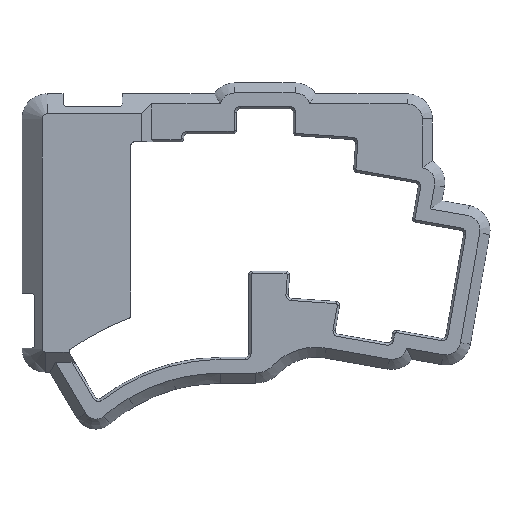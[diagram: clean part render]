
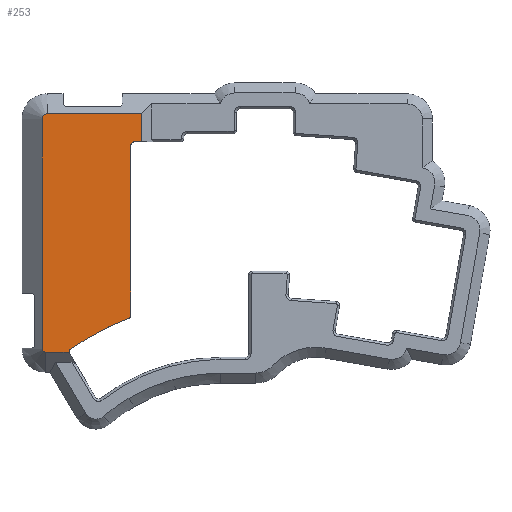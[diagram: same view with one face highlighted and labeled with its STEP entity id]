
A CAD part, top view. The second image highlights one B-rep face of the part: STEP entity #253.
In plain terms, the highlighted planar face has unit normal (0, 0, 1).
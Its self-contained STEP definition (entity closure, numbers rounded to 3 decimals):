
#21 = EDGE_CURVE('',#22,#24,#26,.T.);
#22 = VERTEX_POINT('',#23);
#23 = CARTESIAN_POINT('',(-205.17,48.489,-106.4));
#24 = VERTEX_POINT('',#25);
#25 = CARTESIAN_POINT('',(-206.398,49.717,-106.4));
#26 = B_SPLINE_CURVE_WITH_KNOTS('',3,(#27,#28,#29,#30,#31,#32,#33,#34,
    #35,#36,#37,#38,#39,#40,#41,#42,#43,#44,#45,#46,#47,#48,#49,#50,#51,
    #52,#53,#54,#55,#56,#57,#58,#59,#60,#61,#62,#63,#64,#65,#66,#67,#68,
    #69,#70,#71,#72,#73,#74,#75,#76,#77,#78,#79,#80,#81,#82,#83,#84,#85,
    #86,#87,#88,#89,#90),.UNSPECIFIED.,.F.,.F.,(4,3,3,3,3,3,3,3,3,3,3,3,
    3,3,3,3,3,3,3,3,3,4),(0.,0.011,0.022,
    0.026,0.036,0.047,
    0.049,0.06,0.072,
    0.082,0.094,0.098,
    0.11,0.121,0.133,0.14,
    0.145,0.157,0.168,0.178,
    0.188,0.194),.UNSPECIFIED.);
#27 = CARTESIAN_POINT('',(-205.17,48.489,-106.4));
#28 = CARTESIAN_POINT('',(-205.206,48.489,-106.4));
#29 = CARTESIAN_POINT('',(-205.242,48.49,
    -106.4));
#30 = CARTESIAN_POINT('',(-205.277,48.493,
    -106.4));
#31 = CARTESIAN_POINT('',(-205.315,48.496,
    -106.4));
#32 = CARTESIAN_POINT('',(-205.353,48.501,
    -106.4));
#33 = CARTESIAN_POINT('',(-205.391,48.508,
    -106.4));
#34 = CARTESIAN_POINT('',(-205.402,48.51,
    -106.4));
#35 = CARTESIAN_POINT('',(-205.414,48.513,
    -106.4));
#36 = CARTESIAN_POINT('',(-205.426,48.515,-106.4
    ));
#37 = CARTESIAN_POINT('',(-205.459,48.522,
    -106.4));
#38 = CARTESIAN_POINT('',(-205.492,48.531,
    -106.4));
#39 = CARTESIAN_POINT('',(-205.525,48.541,
    -106.4));
#40 = CARTESIAN_POINT('',(-205.56,48.552,
    -106.4));
#41 = CARTESIAN_POINT('',(-205.594,48.564,
    -106.4));
#42 = CARTESIAN_POINT('',(-205.628,48.577,
    -106.4));
#43 = CARTESIAN_POINT('',(-205.632,48.579,
    -106.4));
#44 = CARTESIAN_POINT('',(-205.637,48.581,-106.4
    ));
#45 = CARTESIAN_POINT('',(-205.642,48.583,
    -106.4));
#46 = CARTESIAN_POINT('',(-205.678,48.598,-106.4
    ));
#47 = CARTESIAN_POINT('',(-205.713,48.615,
    -106.4));
#48 = CARTESIAN_POINT('',(-205.747,48.633,
    -106.4));
#49 = CARTESIAN_POINT('',(-205.782,48.651,-106.4
    ));
#50 = CARTESIAN_POINT('',(-205.816,48.671,
    -106.4));
#51 = CARTESIAN_POINT('',(-205.849,48.693,
    -106.4));
#52 = CARTESIAN_POINT('',(-205.877,48.712,
    -106.4));
#53 = CARTESIAN_POINT('',(-205.904,48.731,
    -106.4));
#54 = CARTESIAN_POINT('',(-205.93,48.751,
    -106.4));
#55 = CARTESIAN_POINT('',(-205.96,48.775,
    -106.4));
#56 = CARTESIAN_POINT('',(-205.989,48.801,
    -106.4));
#57 = CARTESIAN_POINT('',(-206.018,48.828,
    -106.4));
#58 = CARTESIAN_POINT('',(-206.027,48.837,
    -106.4));
#59 = CARTESIAN_POINT('',(-206.036,48.846,-106.4
    ));
#60 = CARTESIAN_POINT('',(-206.046,48.856,-106.4
    ));
#61 = CARTESIAN_POINT('',(-206.073,48.884,
    -106.4));
#62 = CARTESIAN_POINT('',(-206.099,48.914,
    -106.4));
#63 = CARTESIAN_POINT('',(-206.124,48.944,-106.4)
  );
#64 = CARTESIAN_POINT('',(-206.149,48.975,
    -106.4));
#65 = CARTESIAN_POINT('',(-206.172,49.006,-106.4
    ));
#66 = CARTESIAN_POINT('',(-206.193,49.038,
    -106.4));
#67 = CARTESIAN_POINT('',(-206.214,49.069,
    -106.4));
#68 = CARTESIAN_POINT('',(-206.233,49.101,
    -106.4));
#69 = CARTESIAN_POINT('',(-206.251,49.134,
    -106.4));
#70 = CARTESIAN_POINT('',(-206.263,49.155,
    -106.4));
#71 = CARTESIAN_POINT('',(-206.274,49.177,-106.4
    ));
#72 = CARTESIAN_POINT('',(-206.284,49.2,-106.4)
  );
#73 = CARTESIAN_POINT('',(-206.291,49.215,
    -106.4));
#74 = CARTESIAN_POINT('',(-206.298,49.231,
    -106.4));
#75 = CARTESIAN_POINT('',(-206.305,49.247,
    -106.4));
#76 = CARTESIAN_POINT('',(-206.319,49.282,
    -106.4));
#77 = CARTESIAN_POINT('',(-206.332,49.318,-106.4)
  );
#78 = CARTESIAN_POINT('',(-206.343,49.354,
    -106.4));
#79 = CARTESIAN_POINT('',(-206.354,49.389,
    -106.4));
#80 = CARTESIAN_POINT('',(-206.363,49.424,
    -106.4));
#81 = CARTESIAN_POINT('',(-206.371,49.459,
    -106.4));
#82 = CARTESIAN_POINT('',(-206.378,49.494,-106.4
    ));
#83 = CARTESIAN_POINT('',(-206.384,49.528,
    -106.4));
#84 = CARTESIAN_POINT('',(-206.388,49.563,
    -106.4));
#85 = CARTESIAN_POINT('',(-206.392,49.595,-106.4
    ));
#86 = CARTESIAN_POINT('',(-206.395,49.628,
    -106.4));
#87 = CARTESIAN_POINT('',(-206.396,49.661,
    -106.4));
#88 = CARTESIAN_POINT('',(-206.397,49.679,-106.4)
  );
#89 = CARTESIAN_POINT('',(-206.398,49.698,-106.4));
#90 = CARTESIAN_POINT('',(-206.398,49.717,-106.4));
#253 = ADVANCED_FACE('',(#254),#348,.T.);
#254 = FACE_BOUND('',#255,.T.);
#255 = EDGE_LOOP('',(#256,#257,#265,#274,#283,#292,#300,#309,#317,#325,
    #333,#342));
#256 = ORIENTED_EDGE('',*,*,#21,.F.);
#257 = ORIENTED_EDGE('',*,*,#258,.T.);
#258 = EDGE_CURVE('',#22,#259,#261,.T.);
#259 = VERTEX_POINT('',#260);
#260 = CARTESIAN_POINT('',(-196.621,48.489,-106.4));
#261 = LINE('',#262,#263);
#262 = CARTESIAN_POINT('',(-190.32,48.489,-106.4));
#263 = VECTOR('',#264,1.);
#264 = DIRECTION('',(1.,0.,0.));
#265 = ORIENTED_EDGE('',*,*,#266,.F.);
#266 = EDGE_CURVE('',#267,#259,#269,.T.);
#267 = VERTEX_POINT('',#268);
#268 = CARTESIAN_POINT('',(-196.085,49.565,-106.4));
#269 = CIRCLE('',#270,1.253);
#270 = AXIS2_PLACEMENT_3D('',#271,#272,#273);
#271 = CARTESIAN_POINT('',(-195.369,48.536,-106.4));
#272 = DIRECTION('',(0.,0.,1.));
#273 = DIRECTION('',(-0.977,0.213,0.));
#274 = ORIENTED_EDGE('',*,*,#275,.F.);
#275 = EDGE_CURVE('',#276,#267,#278,.T.);
#276 = VERTEX_POINT('',#277);
#277 = CARTESIAN_POINT('',(-175.207,60.601,-106.4));
#278 = CIRCLE('',#279,97.552);
#279 = AXIS2_PLACEMENT_3D('',#280,#281,#282);
#280 = CARTESIAN_POINT('',(-140.393,-30.528,-106.4));
#281 = DIRECTION('',(0.,0.,1.));
#282 = DIRECTION('',(-0.34,0.941,0.));
#283 = ORIENTED_EDGE('',*,*,#284,.F.);
#284 = EDGE_CURVE('',#285,#276,#287,.T.);
#285 = VERTEX_POINT('',#286);
#286 = CARTESIAN_POINT('',(-174.401,61.771,-106.4));
#287 = CIRCLE('',#288,1.253);
#288 = AXIS2_PLACEMENT_3D('',#289,#290,#291);
#289 = CARTESIAN_POINT('',(-175.654,61.771,-106.4));
#290 = DIRECTION('',(0.,0.,-1.));
#291 = DIRECTION('',(0.824,-0.567,0.));
#292 = ORIENTED_EDGE('',*,*,#293,.T.);
#293 = EDGE_CURVE('',#285,#294,#296,.T.);
#294 = VERTEX_POINT('',#295);
#295 = CARTESIAN_POINT('',(-174.401,122.832,-106.4));
#296 = LINE('',#297,#298);
#297 = CARTESIAN_POINT('',(-174.401,96.171,-106.4));
#298 = VECTOR('',#299,1.);
#299 = DIRECTION('',(0.,1.,0.));
#300 = ORIENTED_EDGE('',*,*,#301,.F.);
#301 = EDGE_CURVE('',#302,#294,#304,.T.);
#302 = VERTEX_POINT('',#303);
#303 = CARTESIAN_POINT('',(-173.149,124.085,-106.4));
#304 = CIRCLE('',#305,1.253);
#305 = AXIS2_PLACEMENT_3D('',#306,#307,#308);
#306 = CARTESIAN_POINT('',(-173.149,122.832,-106.4));
#307 = DIRECTION('',(0.,0.,1.));
#308 = DIRECTION('',(-0.707,0.707,0.));
#309 = ORIENTED_EDGE('',*,*,#310,.F.);
#310 = EDGE_CURVE('',#311,#302,#313,.T.);
#311 = VERTEX_POINT('',#312);
#312 = CARTESIAN_POINT('',(-170.601,124.085,-106.4));
#313 = LINE('',#314,#315);
#314 = CARTESIAN_POINT('',(-192.099,124.085,-106.4));
#315 = VECTOR('',#316,1.);
#316 = DIRECTION('',(-1.,0.,0.));
#317 = ORIENTED_EDGE('',*,*,#318,.F.);
#318 = EDGE_CURVE('',#319,#311,#321,.T.);
#319 = VERTEX_POINT('',#320);
#320 = CARTESIAN_POINT('',(-170.601,134.167,-106.4));
#321 = LINE('',#322,#323);
#322 = CARTESIAN_POINT('',(-170.601,132.726,-106.4));
#323 = VECTOR('',#324,1.);
#324 = DIRECTION('',(0.,-1.,0.));
#325 = ORIENTED_EDGE('',*,*,#326,.F.);
#326 = EDGE_CURVE('',#327,#319,#329,.T.);
#327 = VERTEX_POINT('',#328);
#328 = CARTESIAN_POINT('',(-204.598,134.167,-106.4));
#329 = LINE('',#330,#331);
#330 = CARTESIAN_POINT('',(-156.366,134.167,-106.4));
#331 = VECTOR('',#332,1.);
#332 = DIRECTION('',(1.,0.,0.));
#333 = ORIENTED_EDGE('',*,*,#334,.F.);
#334 = EDGE_CURVE('',#335,#327,#337,.T.);
#335 = VERTEX_POINT('',#336);
#336 = CARTESIAN_POINT('',(-206.398,132.367,-106.4));
#337 = CIRCLE('',#338,1.8);
#338 = AXIS2_PLACEMENT_3D('',#339,#340,#341);
#339 = CARTESIAN_POINT('',(-204.598,132.367,-106.4));
#340 = DIRECTION('',(0.,0.,-1.));
#341 = DIRECTION('',(-0.707,0.707,0.));
#342 = ORIENTED_EDGE('',*,*,#343,.F.);
#343 = EDGE_CURVE('',#24,#335,#344,.T.);
#344 = LINE('',#345,#346);
#345 = CARTESIAN_POINT('',(-206.398,88.963,-106.4));
#346 = VECTOR('',#347,1.);
#347 = DIRECTION('',(0.,1.,0.));
#348 = PLANE('',#349);
#349 = AXIS2_PLACEMENT_3D('',#350,#351,#352);
#350 = CARTESIAN_POINT('',(-176.039,108.236,-106.4));
#351 = DIRECTION('',(0.,0.,1.));
#352 = DIRECTION('',(1.,0.,-0.));
